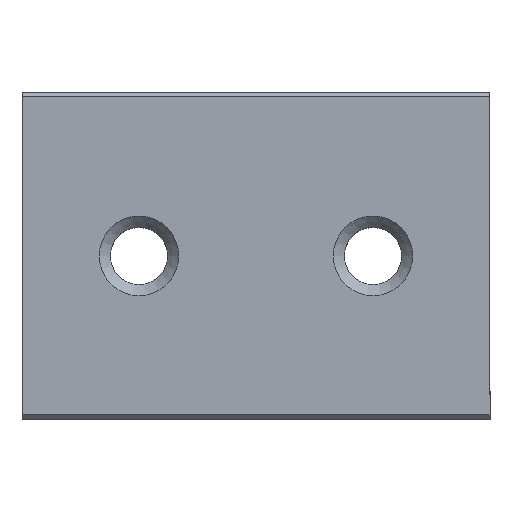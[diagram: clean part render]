
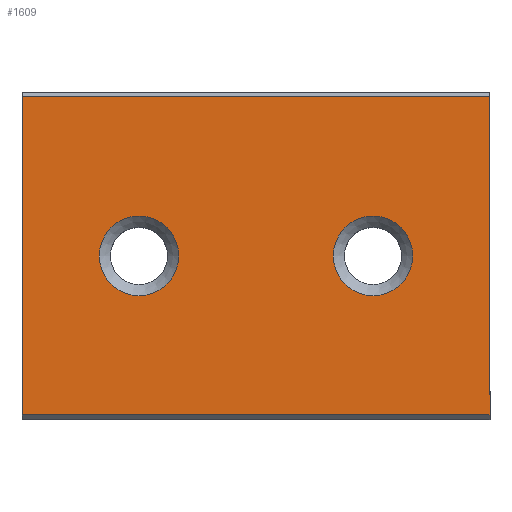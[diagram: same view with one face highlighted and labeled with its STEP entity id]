
A CAD part, top view. The second image highlights one B-rep face of the part: STEP entity #1609.
In plain terms, the highlighted planar face has unit normal (0, 0, 1).
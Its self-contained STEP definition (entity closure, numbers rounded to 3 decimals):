
#91=FACE_BOUND('',#230,.T.);
#92=FACE_BOUND('',#231,.T.);
#131=CIRCLE('',#1752,0.85);
#132=CIRCLE('',#1753,0.85);
#133=CIRCLE('',#1754,0.85);
#134=CIRCLE('',#1755,0.85);
#169=FACE_OUTER_BOUND('',#229,.T.);
#229=EDGE_LOOP('',(#1213,#1214,#1215,#1216));
#230=EDGE_LOOP('',(#1217,#1218));
#231=EDGE_LOOP('',(#1219,#1220));
#332=LINE('',#2318,#503);
#340=LINE('',#2334,#511);
#342=LINE('',#2338,#513);
#343=LINE('',#2339,#514);
#503=VECTOR('',#1946,10.);
#511=VECTOR('',#1960,10.);
#513=VECTOR('',#1964,10.);
#514=VECTOR('',#1965,10.);
#676=VERTEX_POINT('',#2315);
#677=VERTEX_POINT('',#2317);
#682=VERTEX_POINT('',#2332);
#683=VERTEX_POINT('',#2337);
#684=VERTEX_POINT('',#2340);
#685=VERTEX_POINT('',#2341);
#686=VERTEX_POINT('',#2344);
#687=VERTEX_POINT('',#2345);
#898=EDGE_CURVE('',#676,#677,#332,.T.);
#906=EDGE_CURVE('',#682,#676,#340,.T.);
#908=EDGE_CURVE('',#683,#682,#342,.T.);
#909=EDGE_CURVE('',#677,#683,#343,.T.);
#910=EDGE_CURVE('',#684,#685,#131,.T.);
#911=EDGE_CURVE('',#685,#684,#132,.T.);
#912=EDGE_CURVE('',#686,#687,#133,.T.);
#913=EDGE_CURVE('',#687,#686,#134,.T.);
#1213=ORIENTED_EDGE('',*,*,#906,.F.);
#1214=ORIENTED_EDGE('',*,*,#908,.F.);
#1215=ORIENTED_EDGE('',*,*,#909,.F.);
#1216=ORIENTED_EDGE('',*,*,#898,.F.);
#1217=ORIENTED_EDGE('',*,*,#910,.T.);
#1218=ORIENTED_EDGE('',*,*,#911,.T.);
#1219=ORIENTED_EDGE('',*,*,#912,.T.);
#1220=ORIENTED_EDGE('',*,*,#913,.T.);
#1559=PLANE('',#1751);
#1609=ADVANCED_FACE('',(#169,#91,#92),#1559,.T.);
#1751=AXIS2_PLACEMENT_3D('',#2336,#1962,#1963);
#1752=AXIS2_PLACEMENT_3D('',#2342,#1966,#1967);
#1753=AXIS2_PLACEMENT_3D('',#2343,#1968,#1969);
#1754=AXIS2_PLACEMENT_3D('',#2346,#1970,#1971);
#1755=AXIS2_PLACEMENT_3D('',#2347,#1972,#1973);
#1946=DIRECTION('',(0.,1.,0.));
#1960=DIRECTION('',(-1.,0.,0.));
#1962=DIRECTION('center_axis',(0.,0.,1.));
#1963=DIRECTION('ref_axis',(0.,-1.,0.));
#1964=DIRECTION('',(0.,-1.,0.));
#1965=DIRECTION('',(1.,0.,0.));
#1966=DIRECTION('center_axis',(0.,0.,-1.));
#1967=DIRECTION('ref_axis',(1.,0.,0.));
#1968=DIRECTION('center_axis',(0.,0.,-1.));
#1969=DIRECTION('ref_axis',(1.,0.,0.));
#1970=DIRECTION('center_axis',(0.,0.,-1.));
#1971=DIRECTION('ref_axis',(1.,0.,0.));
#1972=DIRECTION('center_axis',(0.,0.,-1.));
#1973=DIRECTION('ref_axis',(1.,0.,0.));
#2315=CARTESIAN_POINT('',(-5.,-3.4,2.8));
#2317=CARTESIAN_POINT('',(-5.,3.4,2.8));
#2318=CARTESIAN_POINT('',(-5.,3.5,2.8));
#2332=CARTESIAN_POINT('',(5.,-3.4,2.8));
#2334=CARTESIAN_POINT('',(0.,-3.4,2.8));
#2336=CARTESIAN_POINT('Origin',(0.,3.5,2.8));
#2337=CARTESIAN_POINT('',(5.,3.4,2.8));
#2338=CARTESIAN_POINT('',(5.,3.5,2.8));
#2339=CARTESIAN_POINT('',(0.,3.4,2.8));
#2340=CARTESIAN_POINT('',(3.35,0.,2.8));
#2341=CARTESIAN_POINT('',(1.65,0.,2.8));
#2342=CARTESIAN_POINT('Origin',(2.5,0.,2.8));
#2343=CARTESIAN_POINT('Origin',(2.5,0.,2.8));
#2344=CARTESIAN_POINT('',(-1.65,0.,2.8));
#2345=CARTESIAN_POINT('',(-3.35,0.,2.8));
#2346=CARTESIAN_POINT('Origin',(-2.5,0.,2.8));
#2347=CARTESIAN_POINT('Origin',(-2.5,0.,2.8));
